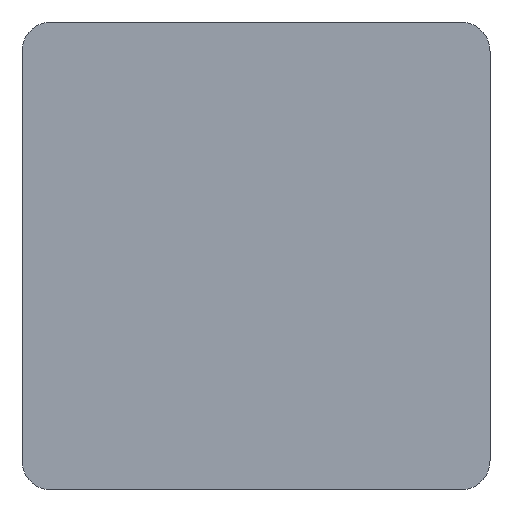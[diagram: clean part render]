
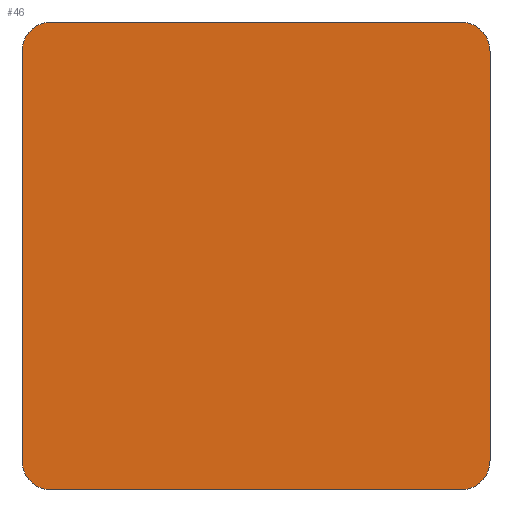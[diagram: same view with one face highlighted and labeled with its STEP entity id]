
A CAD part, top view. The second image highlights one B-rep face of the part: STEP entity #46.
In plain terms, the highlighted planar face has unit normal (0, 0, 1).
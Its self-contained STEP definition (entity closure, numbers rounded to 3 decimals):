
#37=CIRCLE('',#240,0.794);
#38=CIRCLE('',#241,0.794);
#39=CIRCLE('',#242,0.794);
#40=CIRCLE('',#243,0.794);
#46=ADVANCED_FACE('',(#62),#56,.T.);
#56=PLANE('',#244);
#62=FACE_OUTER_BOUND('',#72,.T.);
#72=EDGE_LOOP('',(#105,#106,#107,#108,#109,#110,#111,#112));
#105=ORIENTED_EDGE('',*,*,#159,.T.);
#106=ORIENTED_EDGE('',*,*,#161,.T.);
#107=ORIENTED_EDGE('',*,*,#145,.T.);
#108=ORIENTED_EDGE('',*,*,#162,.T.);
#109=ORIENTED_EDGE('',*,*,#152,.T.);
#110=ORIENTED_EDGE('',*,*,#163,.T.);
#111=ORIENTED_EDGE('',*,*,#156,.T.);
#112=ORIENTED_EDGE('',*,*,#164,.T.);
#129=VERTEX_POINT('',#380);
#130=VERTEX_POINT('',#381);
#134=VERTEX_POINT('',#392);
#135=VERTEX_POINT('',#394);
#137=VERTEX_POINT('',#400);
#138=VERTEX_POINT('',#402);
#139=VERTEX_POINT('',#406);
#140=VERTEX_POINT('',#408);
#145=EDGE_CURVE('',#129,#130,#169,.T.);
#152=EDGE_CURVE('',#135,#134,#176,.T.);
#156=EDGE_CURVE('',#138,#137,#180,.T.);
#159=EDGE_CURVE('',#140,#139,#183,.T.);
#161=EDGE_CURVE('',#139,#129,#37,.T.);
#162=EDGE_CURVE('',#130,#135,#38,.T.);
#163=EDGE_CURVE('',#134,#138,#39,.T.);
#164=EDGE_CURVE('',#137,#140,#40,.T.);
#169=LINE('',#379,#189);
#176=LINE('',#393,#196);
#180=LINE('',#401,#200);
#183=LINE('',#407,#203);
#189=VECTOR('',#261,1.0);
#196=VECTOR('',#270,1.0);
#200=VECTOR('',#276,1.0);
#203=VECTOR('',#281,1.0);
#240=AXIS2_PLACEMENT_3D('',#411,#285,#286);
#241=AXIS2_PLACEMENT_3D('',#412,#287,#288);
#242=AXIS2_PLACEMENT_3D('',#413,#289,#290);
#243=AXIS2_PLACEMENT_3D('',#414,#291,#292);
#244=AXIS2_PLACEMENT_3D('',#415,#293,#294);
#261=DIRECTION('',(-1.0,0.,0.));
#270=DIRECTION('',(0.0,-1.0,0.));
#276=DIRECTION('',(1.0,0.,0.));
#281=DIRECTION('',(0.0,1.0,0.));
#285=DIRECTION('',(0.,0.,1.0));
#286=DIRECTION('',(-0.707,0.707,0.));
#287=DIRECTION('',(0.,0.,1.0));
#288=DIRECTION('',(-0.707,0.707,0.));
#289=DIRECTION('',(0.,0.,1.0));
#290=DIRECTION('',(-0.707,0.707,0.));
#291=DIRECTION('',(0.,0.,1.0));
#292=DIRECTION('',(-0.707,0.707,0.));
#293=DIRECTION('',(0.,0.,1.0));
#294=DIRECTION('',(-0.707,0.707,0.));
#379=CARTESIAN_POINT('',(6.35,12.7,0.));
#380=CARTESIAN_POINT('',(11.906,12.7,0.));
#381=CARTESIAN_POINT('',(0.794,12.7,0.));
#392=CARTESIAN_POINT('',(0.,0.794,0.));
#393=CARTESIAN_POINT('',(0.,6.35,0.));
#394=CARTESIAN_POINT('',(0.,11.906,0.));
#400=CARTESIAN_POINT('',(11.906,0.,0.));
#401=CARTESIAN_POINT('',(6.35,0.,0.));
#402=CARTESIAN_POINT('',(0.794,0.,0.));
#406=CARTESIAN_POINT('',(12.7,11.906,0.));
#407=CARTESIAN_POINT('',(12.7,6.35,0.));
#408=CARTESIAN_POINT('',(12.7,0.794,0.));
#411=CARTESIAN_POINT('',(11.906,11.906,0.));
#412=CARTESIAN_POINT('',(0.794,11.906,0.));
#413=CARTESIAN_POINT('',(0.794,0.794,0.));
#414=CARTESIAN_POINT('',(11.906,0.794,0.));
#415=CARTESIAN_POINT('',(6.35,6.35,0.));
